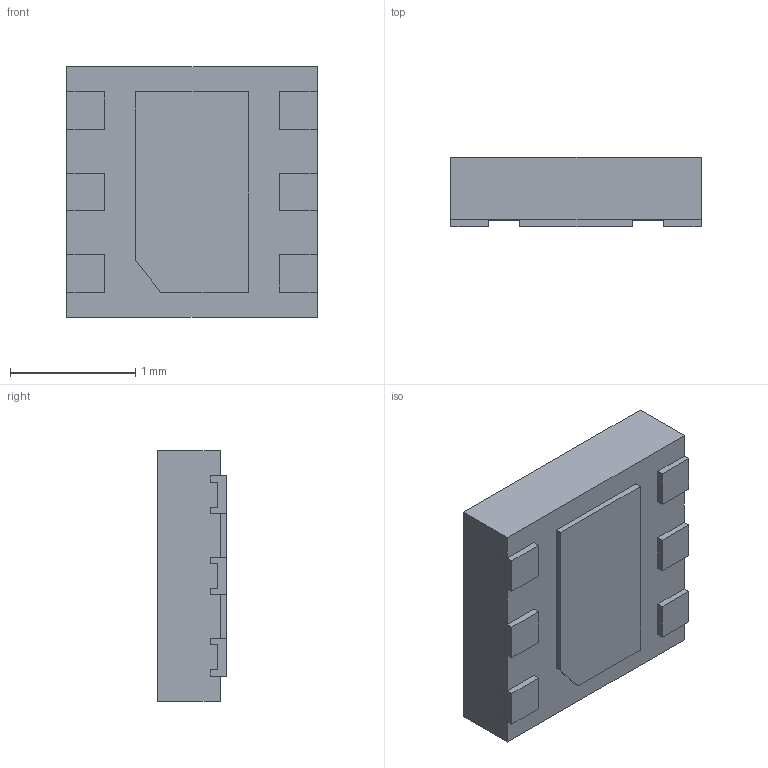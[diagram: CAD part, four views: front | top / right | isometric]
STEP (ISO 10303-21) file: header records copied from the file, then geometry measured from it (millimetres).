
FILE_DESCRIPTION (( 'STEP AP214' ), '1' );
FILE_NAME ('NCP360MUTBG.STEP', '2021-12-01T17:43:08', ( '' ), ( '' ), 'SwSTEP 2.0', 'SolidWorks 2017', '' );
FILE_SCHEMA (( 'AUTOMOTIVE_DESIGN' ));
Length unit declared in the file: millimetre
Products named in the file (1): NCP360MUTBG
Bounding box: 2 x 0.55 x 2 mm (x, y, z)
Volume: 2.1 mm3; surface area: 18.5 mm2
Topology: 9 solids, 9 shells, 134 faces, 342 edges, 228 vertices
Faces by surface type: plane 130, cylinder 4
Entity records: 4080 total; most frequent: CARTESIAN_POINT 705, ORIENTED_EDGE 684, DIRECTION 620, EDGE_CURVE 342, VECTOR 334, LINE 334, VERTEX_POINT 228, AXIS2_PLACEMENT_3D 143
